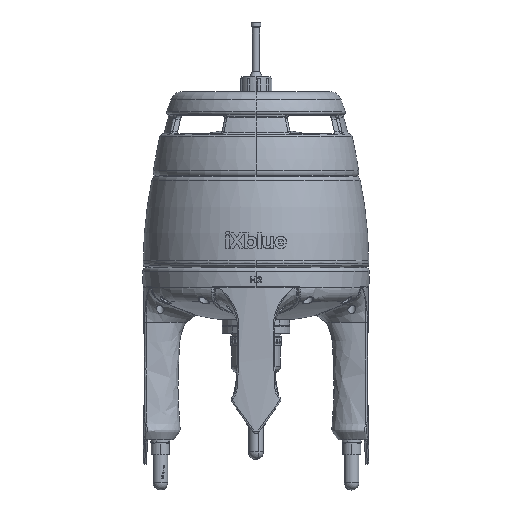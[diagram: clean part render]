
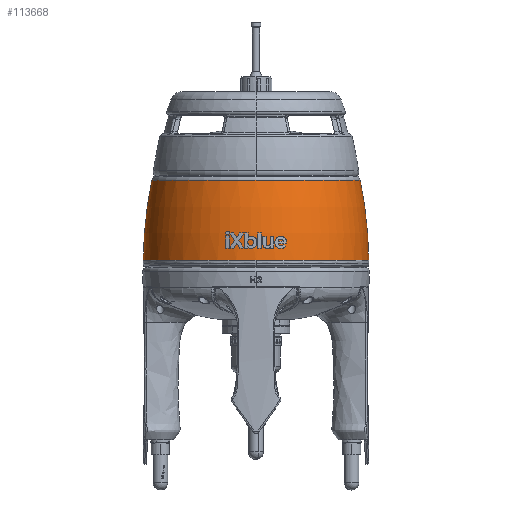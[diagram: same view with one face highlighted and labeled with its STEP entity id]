
A CAD part, top view. The second image highlights one B-rep face of the part: STEP entity #113668.
In plain terms, the highlighted toroidal (fillet/blend) face has major radius 412.5 mm and minor radius 560 mm.
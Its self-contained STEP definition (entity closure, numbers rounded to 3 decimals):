
#3365 = CIRCLE ( 'NONE', #233926, 560. ) ;
#15997 = CARTESIAN_POINT ( 'NONE',  ( 412.5, 7.5, 0. ) ) ;
#23305 = EDGE_CURVE ( 'NONE', #236668, #86342, #250892, .T. ) ;
#32381 = DIRECTION ( 'NONE',  ( 0., 0., -1. ) ) ;
#44080 = AXIS2_PLACEMENT_3D ( 'NONE', #248364, #54491, #150553 ) ;
#54491 = DIRECTION ( 'NONE',  ( 0., 1., 0. ) ) ;
#60585 = CIRCLE ( 'NONE', #135922, 560. ) ;
#60835 = EDGE_LOOP ( 'NONE', ( #217077, #248572, #162262, #201265 ) ) ;
#86342 = VERTEX_POINT ( 'NONE', #207922 ) ;
#86674 = CARTESIAN_POINT ( 'NONE',  ( 0., 7.5, 0. ) ) ;
#91682 = DIRECTION ( 'NONE',  ( 0., 1., 0. ) ) ;
#93434 = DIRECTION ( 'NONE',  ( 0., 0., 1. ) ) ;
#103584 = CARTESIAN_POINT ( 'NONE',  ( 136.219, 119.339, 0. ) ) ;
#110641 = TOROIDAL_SURFACE ( 'NONE', #237381, -412.5, 560. ) ;
#113668 = ADVANCED_FACE ( 'NONE', ( #175149 ), #110641, .T. ) ;
#116105 = EDGE_CURVE ( 'NONE', #86342, #251415, #60585, .T. ) ;
#132925 = CARTESIAN_POINT ( 'NONE',  ( -136.219, 119.339, 0. ) ) ;
#135922 = AXIS2_PLACEMENT_3D ( 'NONE', #251178, #93434, #191228 ) ;
#136017 = DIRECTION ( 'NONE',  ( 0., -1., 0. ) ) ;
#150553 = DIRECTION ( 'NONE',  ( -1., 0., 0. ) ) ;
#151130 = CIRCLE ( 'NONE', #204051, 136.219 ) ;
#156585 = DIRECTION ( 'NONE',  ( -1., 0., 0. ) ) ;
#162262 = ORIENTED_EDGE ( 'NONE', *, *, #116105, .T. ) ;
#169620 = DIRECTION ( 'NONE',  ( -1., 0., 0. ) ) ;
#175149 = FACE_OUTER_BOUND ( 'NONE', #60835, .T. ) ;
#189407 = CARTESIAN_POINT ( 'NONE',  ( -147.451, 14.899, 0. ) ) ;
#191228 = DIRECTION ( 'NONE',  ( 1., 0., 0. ) ) ;
#201265 = ORIENTED_EDGE ( 'NONE', *, *, #206231, .T. ) ;
#204051 = AXIS2_PLACEMENT_3D ( 'NONE', #233834, #136017, #156585 ) ;
#205872 = DIRECTION ( 'NONE',  ( 1., 0., 0. ) ) ;
#206231 = EDGE_CURVE ( 'NONE', #251415, #221128, #151130, .T. ) ;
#207922 = CARTESIAN_POINT ( 'NONE',  ( 147.451, 14.899, 0. ) ) ;
#217077 = ORIENTED_EDGE ( 'NONE', *, *, #231194, .F. ) ;
#221128 = VERTEX_POINT ( 'NONE', #132925 ) ;
#231194 = EDGE_CURVE ( 'NONE', #236668, #221128, #3365, .T. ) ;
#233834 = CARTESIAN_POINT ( 'NONE',  ( 0., 119.339, 0. ) ) ;
#233926 = AXIS2_PLACEMENT_3D ( 'NONE', #15997, #32381, #169620 ) ;
#236668 = VERTEX_POINT ( 'NONE', #189407 ) ;
#237381 = AXIS2_PLACEMENT_3D ( 'NONE', #86674, #91682, #205872 ) ;
#248364 = CARTESIAN_POINT ( 'NONE',  ( 0., 14.899, 0. ) ) ;
#248572 = ORIENTED_EDGE ( 'NONE', *, *, #23305, .T. ) ;
#250892 = CIRCLE ( 'NONE', #44080, 147.451 ) ;
#251178 = CARTESIAN_POINT ( 'NONE',  ( -412.5, 7.5, 0. ) ) ;
#251415 = VERTEX_POINT ( 'NONE', #103584 ) ;
